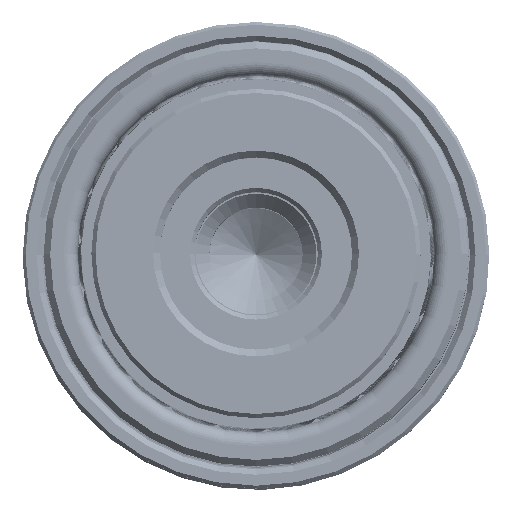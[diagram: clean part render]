
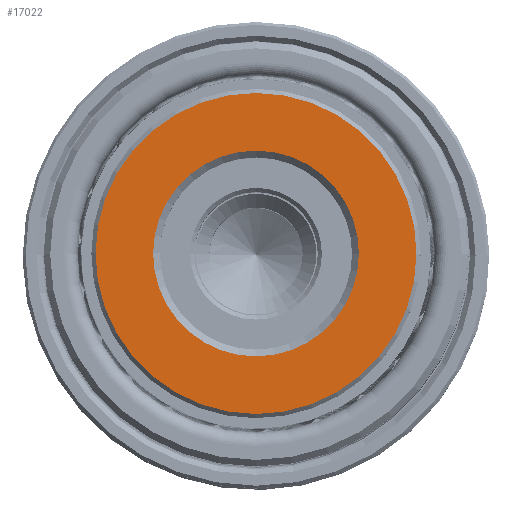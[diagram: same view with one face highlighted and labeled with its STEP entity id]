
A CAD part, top view. The second image highlights one B-rep face of the part: STEP entity #17022.
In plain terms, the highlighted face is planar.
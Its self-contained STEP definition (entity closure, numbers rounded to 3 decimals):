
#4329 = ORIENTED_EDGE ( 'NONE', *, *, #13877, .T. ) ;
#6128 = VERTEX_POINT ( 'NONE', #10989 ) ;
#6996 = CARTESIAN_POINT ( 'NONE',  ( 0., 0., 0. ) ) ;
#7076 = ORIENTED_EDGE ( 'NONE', *, *, #30754, .T. ) ;
#9004 = CARTESIAN_POINT ( 'NONE',  ( 0., 0., 0. ) ) ;
#9709 = VERTEX_POINT ( 'NONE', #30921 ) ;
#10228 = DIRECTION ( 'NONE',  ( 1., 0., 0. ) ) ;
#10789 = CARTESIAN_POINT ( 'NONE',  ( 0., 0., 0. ) ) ;
#10989 = CARTESIAN_POINT ( 'NONE',  ( -7.5, 0., 0. ) ) ;
#11211 = ORIENTED_EDGE ( 'NONE', *, *, #24119, .T. ) ;
#12228 = DIRECTION ( 'NONE',  ( 1., 0., 0. ) ) ;
#12249 = CIRCLE ( 'NONE', #23136, 11.7 ) ;
#13088 = FACE_BOUND ( 'NONE', #31998, .T. ) ;
#13877 = EDGE_CURVE ( 'NONE', #28700, #6128, #22669, .T. ) ;
#14018 = DIRECTION ( 'NONE',  ( 1., 0., 0. ) ) ;
#16242 = EDGE_CURVE ( 'NONE', #6128, #28700, #28633, .T. ) ;
#16590 = PLANE ( 'NONE',  #31188 ) ;
#17004 = DIRECTION ( 'NONE',  ( 1., 0., 0. ) ) ;
#17022 = ADVANCED_FACE ( 'NONE', ( #30134, #13088 ), #16590, .F. ) ;
#18964 = DIRECTION ( 'NONE',  ( 0., 0., 1. ) ) ;
#21238 = AXIS2_PLACEMENT_3D ( 'NONE', #38143, #18964, #41409 ) ;
#22182 = CARTESIAN_POINT ( 'NONE',  ( 7.5, 0., 0. ) ) ;
#22278 = AXIS2_PLACEMENT_3D ( 'NONE', #10789, #33214, #14018 ) ;
#22604 = VERTEX_POINT ( 'NONE', #34728 ) ;
#22669 = CIRCLE ( 'NONE', #22278, 7.5 ) ;
#23136 = AXIS2_PLACEMENT_3D ( 'NONE', #9004, #31393, #12228 ) ;
#24119 = EDGE_CURVE ( 'NONE', #22604, #9709, #35939, .T. ) ;
#28633 = CIRCLE ( 'NONE', #21238, 7.5 ) ;
#28700 = VERTEX_POINT ( 'NONE', #22182 ) ;
#29421 = DIRECTION ( 'NONE',  ( 0., 0., -1. ) ) ;
#29772 = EDGE_LOOP ( 'NONE', ( #7076, #11211 ) ) ;
#30134 = FACE_OUTER_BOUND ( 'NONE', #29772, .T. ) ;
#30754 = EDGE_CURVE ( 'NONE', #9709, #22604, #12249, .T. ) ;
#30921 = CARTESIAN_POINT ( 'NONE',  ( 11.7, 0., 0. ) ) ;
#31188 = AXIS2_PLACEMENT_3D ( 'NONE', #32992, #36190, #17004 ) ;
#31393 = DIRECTION ( 'NONE',  ( 0., 0., -1. ) ) ;
#31998 = EDGE_LOOP ( 'NONE', ( #35842, #4329 ) ) ;
#32992 = CARTESIAN_POINT ( 'NONE',  ( 0., 0., 0. ) ) ;
#33214 = DIRECTION ( 'NONE',  ( 0., 0., 1. ) ) ;
#34092 = AXIS2_PLACEMENT_3D ( 'NONE', #6996, #29421, #10228 ) ;
#34728 = CARTESIAN_POINT ( 'NONE',  ( -11.7, 0., 0. ) ) ;
#35842 = ORIENTED_EDGE ( 'NONE', *, *, #16242, .T. ) ;
#35939 = CIRCLE ( 'NONE', #34092, 11.7 ) ;
#36190 = DIRECTION ( 'NONE',  ( 0., 0., 1. ) ) ;
#38143 = CARTESIAN_POINT ( 'NONE',  ( 0., 0., 0. ) ) ;
#41409 = DIRECTION ( 'NONE',  ( 1., 0., 0. ) ) ;
